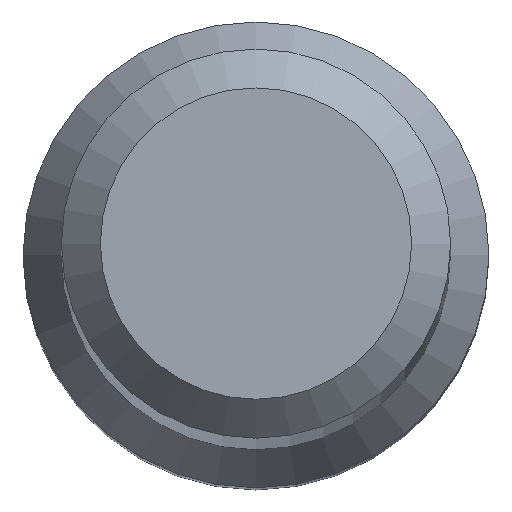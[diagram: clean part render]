
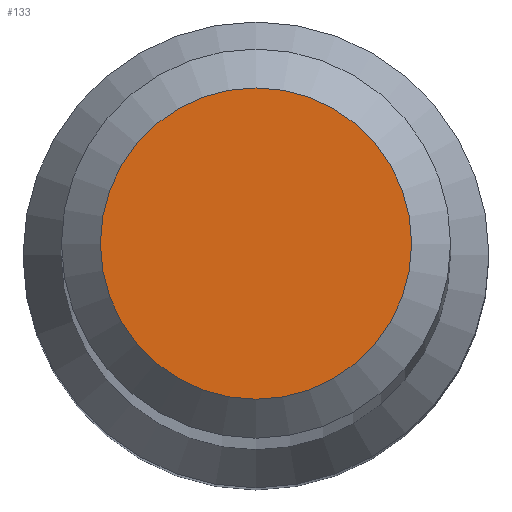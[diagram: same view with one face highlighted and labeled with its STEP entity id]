
A CAD part, top view. The second image highlights one B-rep face of the part: STEP entity #133.
In plain terms, the highlighted planar face has unit normal (0, 0, 1).
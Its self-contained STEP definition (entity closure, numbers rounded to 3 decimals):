
#25 = VERTEX_POINT ( 'NONE', #83 ) ;
#42 = PLANE ( 'NONE',  #111 ) ;
#58 = EDGE_CURVE ( 'NONE', #25, #25, #237, .T. ) ;
#80 = AXIS2_PLACEMENT_3D ( 'NONE', #149, #221, #112 ) ;
#83 = CARTESIAN_POINT ( 'NONE',  ( 0., 1.6, 80. ) ) ;
#86 = FACE_OUTER_BOUND ( 'NONE', #152, .T. ) ;
#111 = AXIS2_PLACEMENT_3D ( 'NONE', #208, #170, #116 ) ;
#112 = DIRECTION ( 'NONE',  ( 0., 1., 0. ) ) ;
#116 = DIRECTION ( 'NONE',  ( 0., -1., 0. ) ) ;
#125 = ORIENTED_EDGE ( 'NONE', *, *, #58, .F. ) ;
#133 = ADVANCED_FACE ( 'NONE', ( #86 ), #42, .T. ) ;
#149 = CARTESIAN_POINT ( 'NONE',  ( 0., 0., 80. ) ) ;
#152 = EDGE_LOOP ( 'NONE', ( #125 ) ) ;
#170 = DIRECTION ( 'NONE',  ( 0., 0., 1. ) ) ;
#208 = CARTESIAN_POINT ( 'NONE',  ( 0., 0., 80. ) ) ;
#221 = DIRECTION ( 'NONE',  ( 0., 0., -1. ) ) ;
#237 = CIRCLE ( 'NONE', #80, 1.6 ) ;
